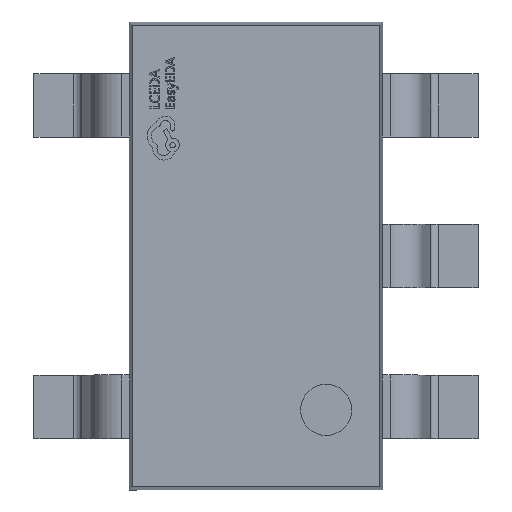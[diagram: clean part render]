
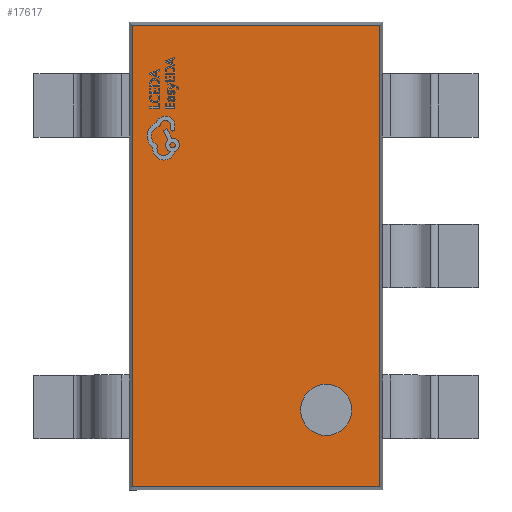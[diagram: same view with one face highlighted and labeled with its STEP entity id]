
A CAD part, top view. The second image highlights one B-rep face of the part: STEP entity #17617.
In plain terms, the highlighted planar face has unit normal (0, 0, 1).
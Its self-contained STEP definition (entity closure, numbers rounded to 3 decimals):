
#29 = DIRECTION ( 'NONE',  ( 0., -1., 0. ) ) ;
#366 = AXIS2_PLACEMENT_3D ( 'NONE', #4195, #8352, #13953 ) ;
#969 = DIRECTION ( 'NONE',  ( 0., 1., 0. ) ) ;
#1023 = EDGE_CURVE ( 'NONE', #8192, #7075, #16402, .T. ) ;
#1288 = CARTESIAN_POINT ( 'NONE',  ( 0.443, -0.97, 0.3 ) ) ;
#1901 = ORIENTED_EDGE ( 'NONE', *, *, #1023, .F. ) ;
#2155 = ORIENTED_EDGE ( 'NONE', *, *, #17926, .T. ) ;
#2340 = CARTESIAN_POINT ( 'NONE',  ( 0.779, -1.475, 0.3 ) ) ;
#2457 = CARTESIAN_POINT ( 'NONE',  ( 0., 0., 0.3 ) ) ;
#2704 = EDGE_CURVE ( 'NONE', #8082, #9792, #13694, .T. ) ;
#3182 = VECTOR ( 'NONE', #11314, 1000. ) ;
#3309 = EDGE_CURVE ( 'NONE', #7075, #8192, #17655, .T. ) ;
#3374 = CARTESIAN_POINT ( 'NONE',  ( 0.779, -1.454, 0.3 ) ) ;
#3416 = LINE ( 'NONE', #3973, #3182 ) ;
#3973 = CARTESIAN_POINT ( 'NONE',  ( -0.8, -1.454, 0.3 ) ) ;
#4025 = EDGE_CURVE ( 'NONE', #15792, #5972, #3416, .T. ) ;
#4195 = CARTESIAN_POINT ( 'NONE',  ( 0.443, -0.97, 0.3 ) ) ;
#4299 = CARTESIAN_POINT ( 'NONE',  ( 0.443, -1.131, 0.3 ) ) ;
#5173 = VECTOR ( 'NONE', #18044, 1000. ) ;
#5972 = VERTEX_POINT ( 'NONE', #3374 ) ;
#6505 = ORIENTED_EDGE ( 'NONE', *, *, #3309, .F. ) ;
#7075 = VERTEX_POINT ( 'NONE', #10527 ) ;
#8001 = CARTESIAN_POINT ( 'NONE',  ( -0.8, 1.454, 0.3 ) ) ;
#8082 = VERTEX_POINT ( 'NONE', #9201 ) ;
#8100 = AXIS2_PLACEMENT_3D ( 'NONE', #2457, #10820, #969 ) ;
#8192 = VERTEX_POINT ( 'NONE', #4299 ) ;
#8352 = DIRECTION ( 'NONE',  ( 0., 0., 1. ) ) ;
#8474 = CARTESIAN_POINT ( 'NONE',  ( -0.779, -1.475, 0.3 ) ) ;
#9201 = CARTESIAN_POINT ( 'NONE',  ( 0.779, 1.454, 0.3 ) ) ;
#9385 = LINE ( 'NONE', #2340, #14860 ) ;
#9792 = VERTEX_POINT ( 'NONE', #13425 ) ;
#9972 = LINE ( 'NONE', #8474, #14585 ) ;
#10527 = CARTESIAN_POINT ( 'NONE',  ( 0.443, -0.809, 0.3 ) ) ;
#10820 = DIRECTION ( 'NONE',  ( 0., 0., 1. ) ) ;
#10832 = ORIENTED_EDGE ( 'NONE', *, *, #2704, .T. ) ;
#11314 = DIRECTION ( 'NONE',  ( 1., 0., 0. ) ) ;
#11525 = EDGE_LOOP ( 'NONE', ( #6505, #1901 ) ) ;
#12412 = EDGE_CURVE ( 'NONE', #9792, #15792, #9972, .T. ) ;
#13425 = CARTESIAN_POINT ( 'NONE',  ( -0.779, 1.454, 0.3 ) ) ;
#13528 = AXIS2_PLACEMENT_3D ( 'NONE', #1288, #18285, #16802 ) ;
#13694 = LINE ( 'NONE', #8001, #5173 ) ;
#13953 = DIRECTION ( 'NONE',  ( 0., 1., 0. ) ) ;
#14385 = ORIENTED_EDGE ( 'NONE', *, *, #12412, .T. ) ;
#14532 = PLANE ( 'NONE',  #8100 ) ;
#14585 = VECTOR ( 'NONE', #29, 1000. ) ;
#14828 = FACE_BOUND ( 'NONE', #11525, .T. ) ;
#14860 = VECTOR ( 'NONE', #15169, 1000. ) ;
#15169 = DIRECTION ( 'NONE',  ( 0., 1., 0. ) ) ;
#15180 = CARTESIAN_POINT ( 'NONE',  ( -0.779, -1.454, 0.3 ) ) ;
#15792 = VERTEX_POINT ( 'NONE', #15180 ) ;
#15939 = FACE_OUTER_BOUND ( 'NONE', #17304, .T. ) ;
#16402 = CIRCLE ( 'NONE', #366, 0.161 ) ;
#16802 = DIRECTION ( 'NONE',  ( 0., 1., 0. ) ) ;
#17304 = EDGE_LOOP ( 'NONE', ( #10832, #14385, #18088, #2155 ) ) ;
#17617 = ADVANCED_FACE ( 'NONE', ( #14828, #15939 ), #14532, .T. ) ;
#17655 = CIRCLE ( 'NONE', #13528, 0.161 ) ;
#17926 = EDGE_CURVE ( 'NONE', #5972, #8082, #9385, .T. ) ;
#18044 = DIRECTION ( 'NONE',  ( -1., 0., 0. ) ) ;
#18088 = ORIENTED_EDGE ( 'NONE', *, *, #4025, .T. ) ;
#18285 = DIRECTION ( 'NONE',  ( 0., 0., 1. ) ) ;
